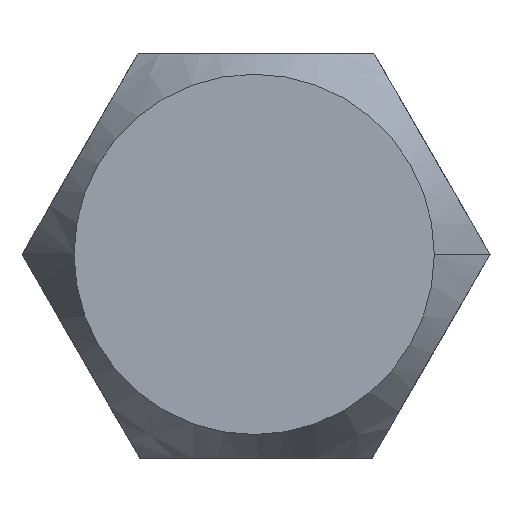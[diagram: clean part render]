
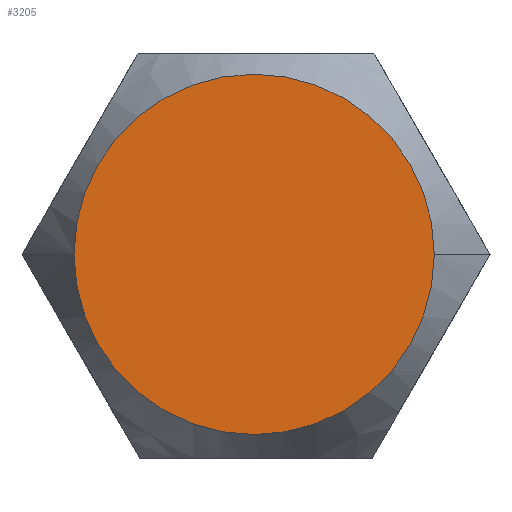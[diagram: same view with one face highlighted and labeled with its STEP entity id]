
A CAD part, front view. The second image highlights one B-rep face of the part: STEP entity #3205.
In plain terms, the highlighted planar face has unit normal (0, -1, 0).
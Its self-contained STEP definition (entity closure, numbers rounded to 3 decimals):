
#212 = DIRECTION ( 'NONE',  ( 0., 1., 0. ) ) ;
#353 = AXIS2_PLACEMENT_3D ( 'NONE', #834, #1761, #795 ) ;
#383 = PLANE ( 'NONE',  #2713 ) ;
#464 = CARTESIAN_POINT ( 'NONE',  ( 2.8, 0., 0. ) ) ;
#597 = FACE_OUTER_BOUND ( 'NONE', #2018, .T. ) ;
#795 = DIRECTION ( 'NONE',  ( -1., 0., 0. ) ) ;
#834 = CARTESIAN_POINT ( 'NONE',  ( 0., 0., 0. ) ) ;
#974 = ORIENTED_EDGE ( 'NONE', *, *, #2061, .F. ) ;
#1021 = CARTESIAN_POINT ( 'NONE',  ( 0.029, 0., 6.3 ) ) ;
#1588 = VERTEX_POINT ( 'NONE', #464 ) ;
#1624 = DIRECTION ( 'NONE',  ( 0., -1., 0. ) ) ;
#1761 = DIRECTION ( 'NONE',  ( 0., 1., 0. ) ) ;
#1774 = AXIS2_PLACEMENT_3D ( 'NONE', #3676, #212, #3974 ) ;
#2018 = EDGE_LOOP ( 'NONE', ( #974, #3784 ) ) ;
#2061 = EDGE_CURVE ( 'NONE', #2758, #1588, #2123, .T. ) ;
#2123 = CIRCLE ( 'NONE', #1774, 2.8 ) ;
#2713 = AXIS2_PLACEMENT_3D ( 'NONE', #1021, #1624, #2877 ) ;
#2758 = VERTEX_POINT ( 'NONE', #3297 ) ;
#2877 = DIRECTION ( 'NONE',  ( 1., 0., 0. ) ) ;
#3121 = CIRCLE ( 'NONE', #353, 2.8 ) ;
#3205 = ADVANCED_FACE ( 'NONE', ( #597 ), #383, .T. ) ;
#3297 = CARTESIAN_POINT ( 'NONE',  ( -2.8, 0., 0. ) ) ;
#3440 = EDGE_CURVE ( 'NONE', #1588, #2758, #3121, .T. ) ;
#3676 = CARTESIAN_POINT ( 'NONE',  ( 0., 0., 0. ) ) ;
#3784 = ORIENTED_EDGE ( 'NONE', *, *, #3440, .F. ) ;
#3974 = DIRECTION ( 'NONE',  ( -1., 0., 0. ) ) ;
